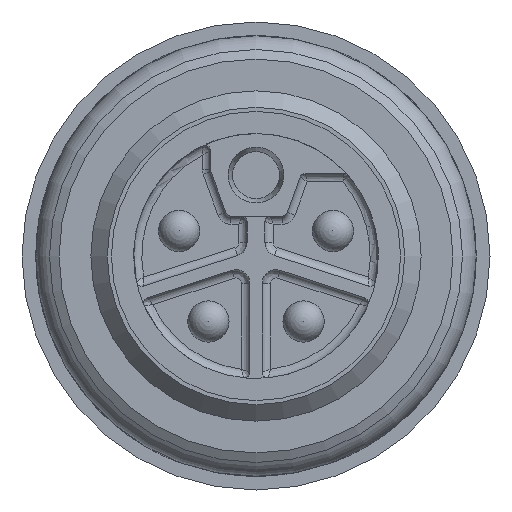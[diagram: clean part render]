
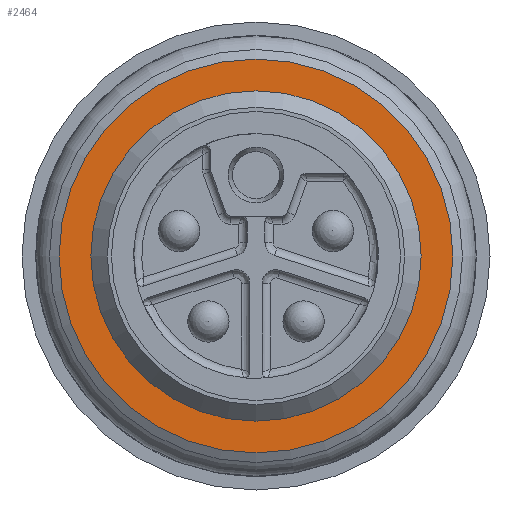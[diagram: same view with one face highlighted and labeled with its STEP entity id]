
A CAD part, front view. The second image highlights one B-rep face of the part: STEP entity #2464.
In plain terms, the highlighted planar face has unit normal (0, -1, 0).
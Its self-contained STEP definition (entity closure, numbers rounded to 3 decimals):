
#1342=PLANE('',#8838);
#2464=ADVANCED_FACE('',(#2838,#2839),#1342,.F.);
#2838=FACE_BOUND('',#3356,.T.);
#2839=FACE_BOUND('',#3357,.T.);
#3356=EDGE_LOOP('',(#5320));
#3357=EDGE_LOOP('',(#5321));
#5320=ORIENTED_EDGE('',*,*,#7433,.F.);
#5321=ORIENTED_EDGE('',*,*,#7434,.T.);
#6371=VERTEX_POINT('',#16191);
#6372=VERTEX_POINT('',#16193);
#7433=EDGE_CURVE('',#6371,#6371,#8031,.T.);
#7434=EDGE_CURVE('',#6372,#6372,#8032,.T.);
#8031=CIRCLE('',#8836,6.);
#8032=CIRCLE('',#8837,7.154);
#8836=AXIS2_PLACEMENT_3D('',#16190,#10833,#10834);
#8837=AXIS2_PLACEMENT_3D('',#16192,#10835,#10836);
#8838=AXIS2_PLACEMENT_3D('',#16194,#10837,#10838);
#10833=DIRECTION('',(0.,-1.,0.));
#10834=DIRECTION('',(0.,0.,-1.));
#10835=DIRECTION('',(0.,-1.,0.));
#10836=DIRECTION('',(0.,0.,-1.));
#10837=DIRECTION('',(0.,1.,0.));
#10838=DIRECTION('',(0.,0.,-1.));
#16190=CARTESIAN_POINT('',(0.,-84.723,0.));
#16191=CARTESIAN_POINT('',(0.,-84.723,-6.));
#16192=CARTESIAN_POINT('',(0.,-84.723,0.));
#16193=CARTESIAN_POINT('',(0.,-84.723,-7.154));
#16194=CARTESIAN_POINT('',(7.154,-84.723,0.));
